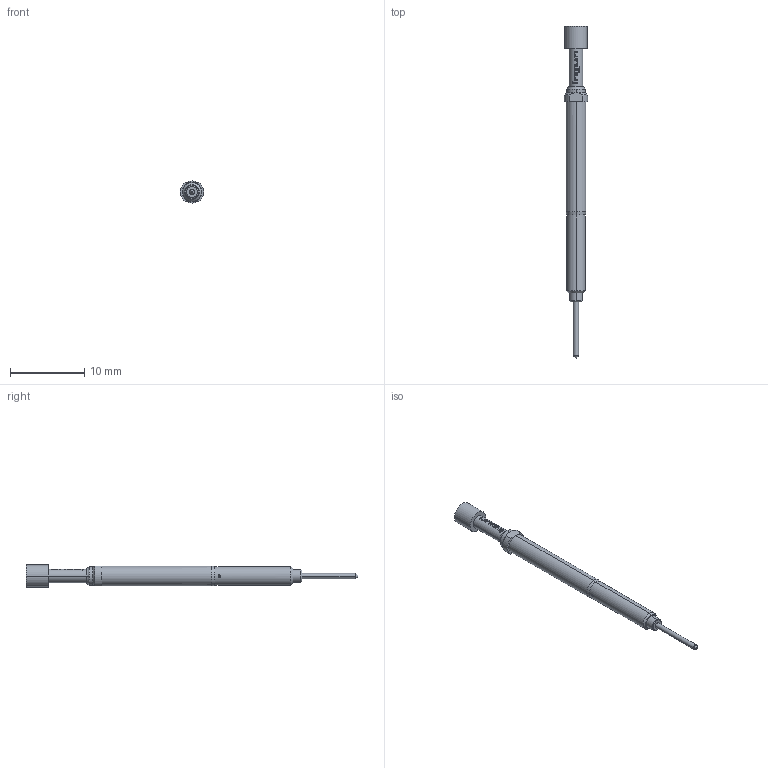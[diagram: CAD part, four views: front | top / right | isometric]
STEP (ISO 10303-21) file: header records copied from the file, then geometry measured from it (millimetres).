
FILE_DESCRIPTION (( 'STEP AP203' ), '1' );
FILE_NAME ('INGUN_SKS-463_302_300_A_xx02_MF.STEP', '2022-02-16T13:19:24', ( 'ochi' ), ( '' ), 'SwSTEP 2.0', 'SolidWorks 2018', '' );
FILE_SCHEMA (( 'CONFIG_CONTROL_DESIGN' ));
Length unit declared in the file: millimetre
Products named in the file (1): INGUN_SKS-463_302_300_A_xx02_MF
Bounding box: 3.19 x 44.8 x 3 mm (x, y, z)
Volume: 187.9 mm3; surface area: 327.4 mm2
Topology: 1 solids, 1 shells, 117 faces, 290 edges, 188 vertices
Faces by surface type: plane 55, bspline 26, cylinder 22, cone 10, torus 4
Entity records: 4139 total; most frequent: CARTESIAN_POINT 1462, ORIENTED_EDGE 580, DIRECTION 474, EDGE_CURVE 290, AXIS2_PLACEMENT_3D 190, VERTEX_POINT 188, EDGE_LOOP 130, ADVANCED_FACE 117
